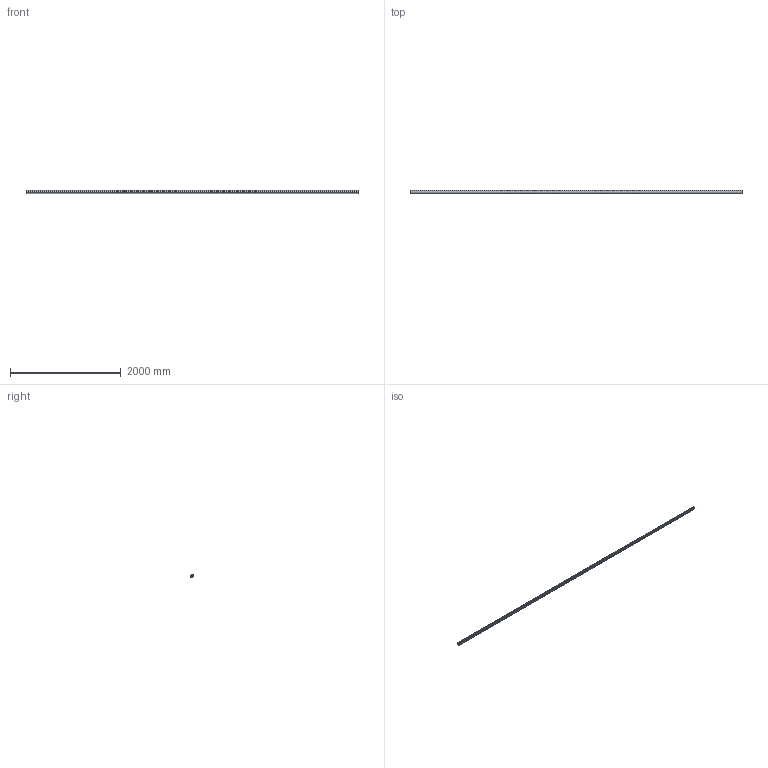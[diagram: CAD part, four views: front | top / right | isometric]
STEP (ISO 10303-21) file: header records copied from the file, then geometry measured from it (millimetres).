
FILE_DESCRIPTION(/* description */ ('STEP AP203'),/* implementation_level */ '2;1');
FILE_NAME(/* name */ '1007487.stp',/* time_stamp */ '2024-04-30T15:25:26+02:00',/* author */ ('b.steehouwer'),/* organization */ (''),/* preprocessor_version */ 'ST-DEVELOPER v18.1',/* originating_system */ 'Autodesk Inventor 2021',/* authorisation */ '');
FILE_SCHEMA (('AUTOMOTIVE_DESIGN { 1 0 10303 214 3 1 1 }'));
Length unit declared in the file: millimetre
Products named in the file (1): 1007487
Bounding box: 6000 x 58.51 x 67.72 mm (x, y, z)
Volume: 6339978.9 mm3; surface area: 3803428.7 mm2
Topology: 1 solids, 1 shells, 117 faces, 345 edges, 230 vertices
Faces by surface type: cylinder 75, plane 42
Full cylindrical faces by diameter (mm): 6.8 x1
Entity records: 4034 total; most frequent: DIRECTION 731, CARTESIAN_POINT 693, ORIENTED_EDGE 690, EDGE_CURVE 345, AXIS2_PLACEMENT_3D 268, VERTEX_POINT 230, LINE 195, VECTOR 195
